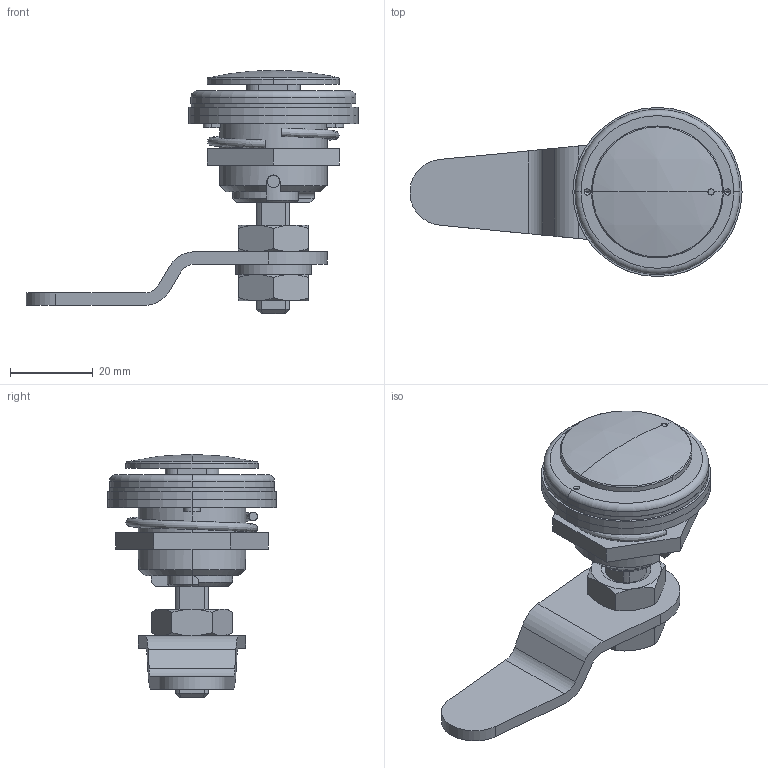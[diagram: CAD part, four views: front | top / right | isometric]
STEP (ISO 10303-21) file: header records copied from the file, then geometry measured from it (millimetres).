
FILE_DESCRIPTION (( 'STEP AP203' ), '1' );
FILE_NAME ('A-1285.STEP', '2020-03-04T07:22:05', ( '' ), ( '' ), 'SwSTEP 2.0', 'SolidWorks 2018', '' );
FILE_SCHEMA (( 'CONFIG_CONTROL_DESIGN' ));
Length unit declared in the file: millimetre
Products named in the file (12): A-1285軸_; A-1285スペーサー_; A-1285儕儞僌儚僢僔儍乕_; A-1285僾儗乕僩僫僢僩_; A-1285_ばね座金ver1.0_M10ばね座金(SUS); A-1285儘乕僞乕乮a)_; A-1285儘乕僞乕乮b)_; A-1285ベース_; A-1285止め金_; A-1285_六角ナットver1.02_M10ナット(SUS)3種_呼び径基準; A-1285パッキン_; A-1285
Assembly tree (13 placements, depth 2):
  A-1285
    A-1285ベース_
    A-1285儘乕僞乕乮a)_
    A-1285儘乕僞乕乮b)_
    A-1285軸_
    A-1285パッキン_
    A-1285スペーサー_  x2
    A-1285僾儗乕僩僫僢僩_
    A-1285儕儞僌儚僢僔儍乕_
    A-1285止め金_
    A-1285_六角ナットver1.02_M10ナット(SUS)3種_呼び径基準  x2
    A-1285_ばね座金ver1.0_M10ばね座金(SUS)
Bounding box: 80.47 x 41 x 58.95 mm (x, y, z)
Volume: 30258.1 mm3; surface area: 25167.8 mm2
Topology: 13 solids, 13 shells, 279 faces, 656 edges, 415 vertices
Faces by surface type: plane 110, cylinder 98, cone 57, torus 10, sphere 2, bspline 2
Entity records: 9203 total; most frequent: CARTESIAN_POINT 2286, DIRECTION 1213, ORIENTED_EDGE 1130, EDGE_CURVE 565, AXIS2_PLACEMENT_3D 476, VERTEX_POINT 361, EDGE_LOOP 272, VECTOR 261
